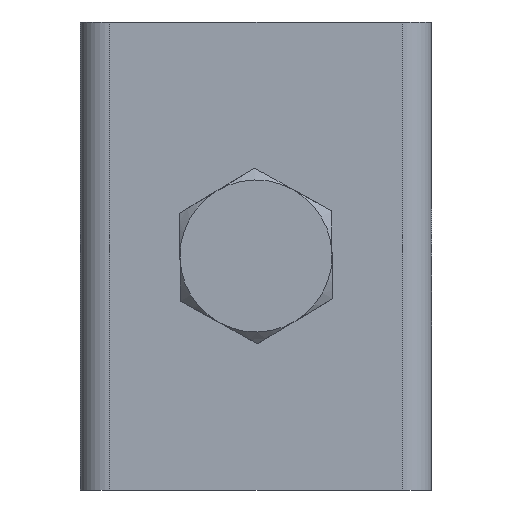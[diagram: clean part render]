
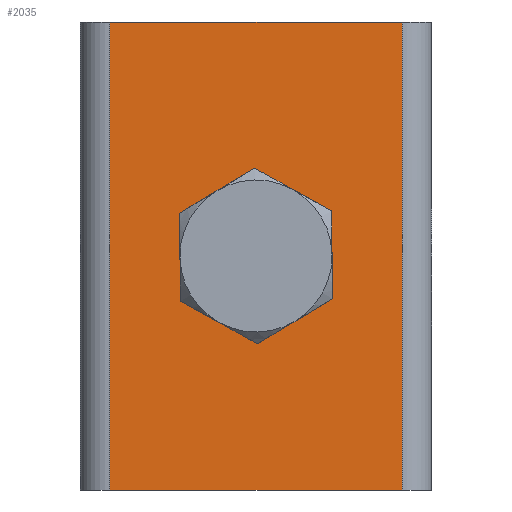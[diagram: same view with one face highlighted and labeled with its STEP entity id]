
A CAD part, left-side view. The second image highlights one B-rep face of the part: STEP entity #2035.
In plain terms, the highlighted planar face has unit normal (-1, 0, 0).
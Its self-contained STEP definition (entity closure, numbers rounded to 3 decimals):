
#64 = CARTESIAN_POINT ( 'NONE',  ( 0., 2.5, 40. ) ) ;
#77 = FACE_BOUND ( 'NONE', #2154, .T. ) ;
#79 = FACE_OUTER_BOUND ( 'NONE', #1727, .T. ) ;
#386 = CARTESIAN_POINT ( 'NONE',  ( 0., 2.5, 0. ) ) ;
#388 = AXIS2_PLACEMENT_3D ( 'NONE', #1447, #1441, #1440 ) ;
#443 = AXIS2_PLACEMENT_3D ( 'NONE', #2080, #2093, #2097 ) ;
#451 = PLANE ( 'NONE',  #2126 ) ;
#464 = VECTOR ( 'NONE', #1659, 1000. ) ;
#465 = LINE ( 'NONE', #1605, #464 ) ;
#519 = VECTOR ( 'NONE', #2108, 1000. ) ;
#522 = LINE ( 'NONE', #386, #519 ) ;
#524 = CARTESIAN_POINT ( 'NONE',  ( 0., 27.5, 40. ) ) ;
#609 = EDGE_CURVE ( 'NONE', #1428, #2014, #762, .T. ) ;
#614 = EDGE_CURVE ( 'NONE', #1680, #1935, #764, .T. ) ;
#677 = VECTOR ( 'NONE', #1433, 1000. ) ;
#691 = LINE ( 'NONE', #1387, #677 ) ;
#698 = CIRCLE ( 'NONE', #388, 5.2 ) ;
#711 = EDGE_CURVE ( 'NONE', #1935, #1680, #698, .T. ) ;
#726 = EDGE_CURVE ( 'NONE', #1363, #1586, #691, .T. ) ;
#755 = VECTOR ( 'NONE', #2013, 1000. ) ;
#762 = LINE ( 'NONE', #1390, #755 ) ;
#764 = CIRCLE ( 'NONE', #443, 5.2 ) ;
#936 = EDGE_CURVE ( 'NONE', #2014, #1586, #522, .T. ) ;
#997 = EDGE_CURVE ( 'NONE', #1428, #1363, #465, .T. ) ;
#1207 = CARTESIAN_POINT ( 'NONE',  ( 0., 2.5, 40. ) ) ;
#1220 = DIRECTION ( 'NONE',  ( -1., 0., 0. ) ) ;
#1360 = CARTESIAN_POINT ( 'NONE',  ( 0., 27.5, 0. ) ) ;
#1363 = VERTEX_POINT ( 'NONE', #524 ) ;
#1387 = CARTESIAN_POINT ( 'NONE',  ( 0., 27.5, 40. ) ) ;
#1390 = CARTESIAN_POINT ( 'NONE',  ( 0., 2.5, 40. ) ) ;
#1402 = CARTESIAN_POINT ( 'NONE',  ( 0., 15., 14.8 ) ) ;
#1428 = VERTEX_POINT ( 'NONE', #64 ) ;
#1433 = DIRECTION ( 'NONE',  ( 0., 0., -1. ) ) ;
#1440 = DIRECTION ( 'NONE',  ( 0., 0., 1. ) ) ;
#1441 = DIRECTION ( 'NONE',  ( 1., 0., 0. ) ) ;
#1447 = CARTESIAN_POINT ( 'NONE',  ( 0., 15., 20. ) ) ;
#1586 = VERTEX_POINT ( 'NONE', #1360 ) ;
#1605 = CARTESIAN_POINT ( 'NONE',  ( 0., 2.5, 40. ) ) ;
#1659 = DIRECTION ( 'NONE',  ( 0., 1., 0. ) ) ;
#1678 = CARTESIAN_POINT ( 'NONE',  ( 0., 2.5, 0. ) ) ;
#1680 = VERTEX_POINT ( 'NONE', #1932 ) ;
#1727 = EDGE_LOOP ( 'NONE', ( #2062, #2021, #2060, #2009 ) ) ;
#1912 = DIRECTION ( 'NONE',  ( 0., 0., 1. ) ) ;
#1932 = CARTESIAN_POINT ( 'NONE',  ( 0., 15., 25.2 ) ) ;
#1935 = VERTEX_POINT ( 'NONE', #1402 ) ;
#2009 = ORIENTED_EDGE ( 'NONE', *, *, #726, .T. ) ;
#2013 = DIRECTION ( 'NONE',  ( 0., 0., -1. ) ) ;
#2014 = VERTEX_POINT ( 'NONE', #1678 ) ;
#2021 = ORIENTED_EDGE ( 'NONE', *, *, #609, .F. ) ;
#2035 = ADVANCED_FACE ( 'NONE', ( #77, #79 ), #451, .T. ) ;
#2060 = ORIENTED_EDGE ( 'NONE', *, *, #997, .T. ) ;
#2062 = ORIENTED_EDGE ( 'NONE', *, *, #936, .F. ) ;
#2080 = CARTESIAN_POINT ( 'NONE',  ( 0., 15., 20. ) ) ;
#2093 = DIRECTION ( 'NONE',  ( 1., 0., 0. ) ) ;
#2097 = DIRECTION ( 'NONE',  ( 0., 0., 1. ) ) ;
#2106 = ORIENTED_EDGE ( 'NONE', *, *, #711, .T. ) ;
#2108 = DIRECTION ( 'NONE',  ( 0., 1., 0. ) ) ;
#2124 = ORIENTED_EDGE ( 'NONE', *, *, #614, .T. ) ;
#2126 = AXIS2_PLACEMENT_3D ( 'NONE', #1207, #1220, #1912 ) ;
#2154 = EDGE_LOOP ( 'NONE', ( #2124, #2106 ) ) ;
